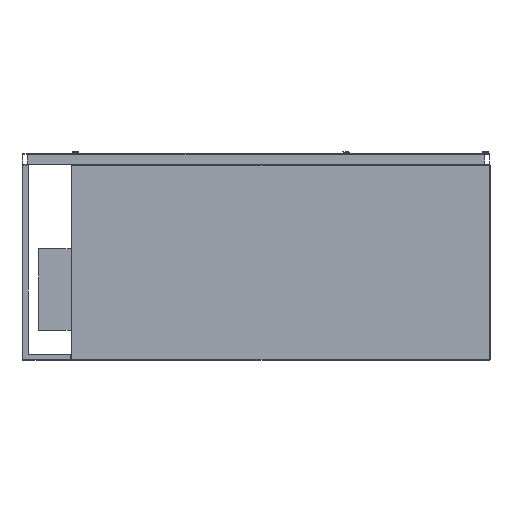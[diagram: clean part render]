
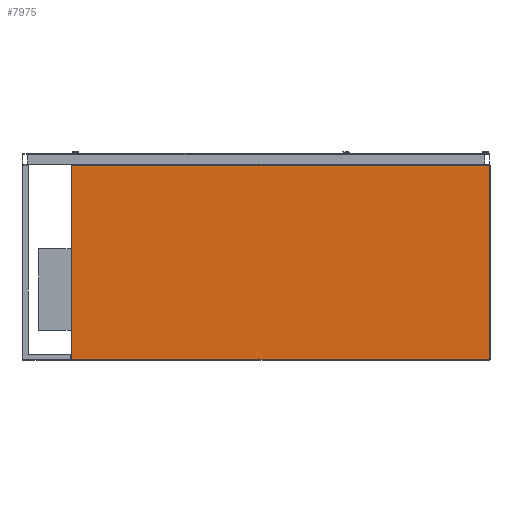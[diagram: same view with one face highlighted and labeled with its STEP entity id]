
A CAD part, front view. The second image highlights one B-rep face of the part: STEP entity #7975.
In plain terms, the highlighted planar face has unit normal (0, -1, 0).
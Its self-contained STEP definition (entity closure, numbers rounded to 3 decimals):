
#162 = CARTESIAN_POINT ( 'NONE',  ( -772.5, -380., -760. ) ) ;
#603 = DIRECTION ( 'NONE',  ( 0., 0., -1. ) ) ;
#814 = LINE ( 'NONE', #912, #14981 ) ;
#912 = CARTESIAN_POINT ( 'NONE',  ( -772.5, -380., -758. ) ) ;
#1182 = DIRECTION ( 'NONE',  ( 0., 0., 1. ) ) ;
#1285 = EDGE_LOOP ( 'NONE', ( #14277, #19544, #16007, #3473 ) ) ;
#1371 = DIRECTION ( 'NONE',  ( 0., -1., 0. ) ) ;
#3253 = AXIS2_PLACEMENT_3D ( 'NONE', #162, #1371, #12030 ) ;
#3473 = ORIENTED_EDGE ( 'NONE', *, *, #5773, .T. ) ;
#4195 = CARTESIAN_POINT ( 'NONE',  ( 770.5, -380., -760. ) ) ;
#4429 = CARTESIAN_POINT ( 'NONE',  ( 770.5, -380., -758. ) ) ;
#4486 = CARTESIAN_POINT ( 'NONE',  ( -770.5, -380., -758. ) ) ;
#5702 = LINE ( 'NONE', #4195, #6400 ) ;
#5773 = EDGE_CURVE ( 'NONE', #12774, #10796, #5702, .T. ) ;
#6400 = VECTOR ( 'NONE', #1182, 1000. ) ;
#7423 = CARTESIAN_POINT ( 'NONE',  ( -770.5, -380., -42. ) ) ;
#7975 = ADVANCED_FACE ( 'Fl�che8', ( #15541 ), #13935, .T. ) ;
#8260 = LINE ( 'NONE', #15706, #17116 ) ;
#10796 = VERTEX_POINT ( 'NONE', #11495 ) ;
#11366 = CARTESIAN_POINT ( 'NONE',  ( -770.5, -380., -760. ) ) ;
#11495 = CARTESIAN_POINT ( 'NONE',  ( 770.5, -380., -42. ) ) ;
#11805 = VERTEX_POINT ( 'NONE', #4486 ) ;
#12030 = DIRECTION ( 'NONE',  ( 0., 0., -1. ) ) ;
#12559 = EDGE_CURVE ( 'NONE', #10796, #17371, #8260, .T. ) ;
#12774 = VERTEX_POINT ( 'NONE', #4429 ) ;
#13079 = LINE ( 'NONE', #11366, #18065 ) ;
#13935 = PLANE ( 'NONE',  #3253 ) ;
#14189 = EDGE_CURVE ( 'NONE', #17371, #11805, #13079, .T. ) ;
#14277 = ORIENTED_EDGE ( 'NONE', *, *, #12559, .T. ) ;
#14396 = DIRECTION ( 'NONE',  ( -1., 0., 0. ) ) ;
#14981 = VECTOR ( 'NONE', #19309, 1000. ) ;
#15541 = FACE_OUTER_BOUND ( 'NONE', #1285, .T. ) ;
#15706 = CARTESIAN_POINT ( 'NONE',  ( -772.5, -380., -42. ) ) ;
#16007 = ORIENTED_EDGE ( 'NONE', *, *, #17251, .T. ) ;
#17116 = VECTOR ( 'NONE', #14396, 1000. ) ;
#17251 = EDGE_CURVE ( 'NONE', #11805, #12774, #814, .T. ) ;
#17371 = VERTEX_POINT ( 'NONE', #7423 ) ;
#18065 = VECTOR ( 'NONE', #603, 1000. ) ;
#19309 = DIRECTION ( 'NONE',  ( 1., 0., 0. ) ) ;
#19544 = ORIENTED_EDGE ( 'NONE', *, *, #14189, .T. ) ;
